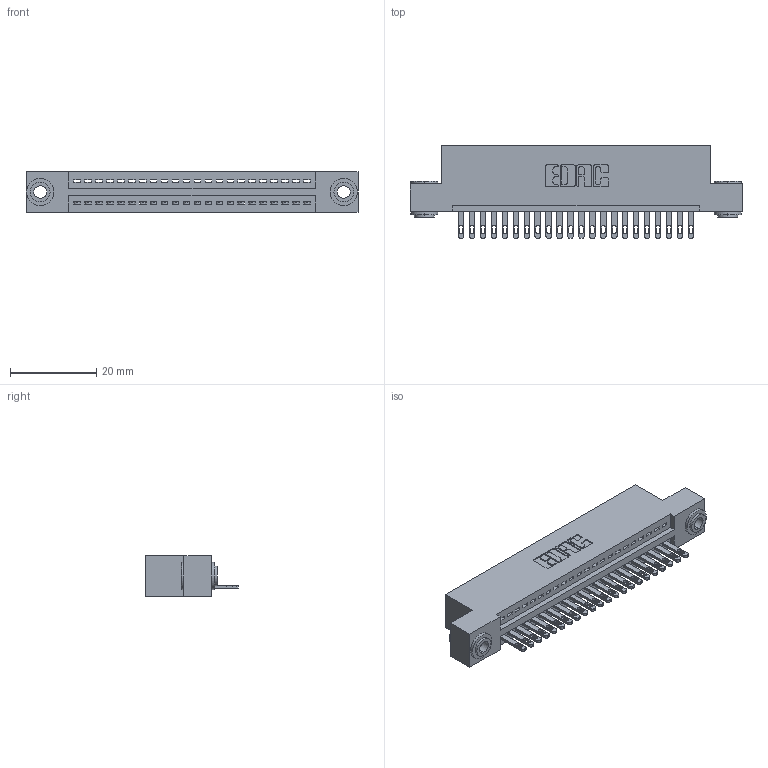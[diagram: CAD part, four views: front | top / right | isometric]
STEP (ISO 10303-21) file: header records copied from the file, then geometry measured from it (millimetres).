
FILE_DESCRIPTION (( 'STEP AP203' ), '1' );
FILE_NAME ('345-022-500-103.STEP', '2019-10-04T23:19:34', ( '' ), ( '' ), 'SwSTEP 2.0', 'SolidWorks 2016', '' );
FILE_SCHEMA (( 'CONFIG_CONTROL_DESIGN' ));
Length unit declared in the file: inch
Products named in the file (4): 345-292-001_345-293-100; 345-022-500-103; 345-250-002_345-250-002-102; 345 Part_Flush Mounting Lugs - 0.156 Dia-TH
Assembly tree (25 placements, depth 2):
  345-022-500-103
    345 Part_Flush Mounting Lugs - 0.156 Dia-TH
    345-292-001_345-293-100  x22
    345-250-002_345-250-002-102  x2
Bounding box: 77.09 x 21.51 x 9.4 mm (x, y, z)
Volume: 7191.2 mm3; surface area: 9548.5 mm2
Topology: 25 solids, 25 shells, 1352 faces, 4113 edges, 2738 vertices
Faces by surface type: plane 838, cylinder 506, cone 8
Entity records: 19830 total; most frequent: CARTESIAN_POINT 3413, ORIENTED_EDGE 3362, DIRECTION 3043, EDGE_CURVE 1681, VECTOR 1433, LINE 1433, VERTEX_POINT 1118, AXIS2_PLACEMENT_3D 805
